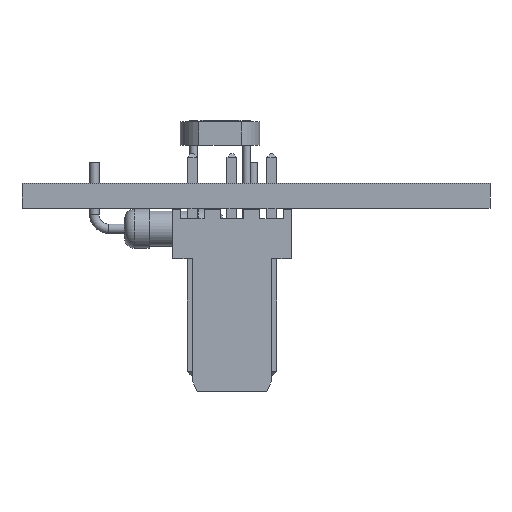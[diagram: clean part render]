
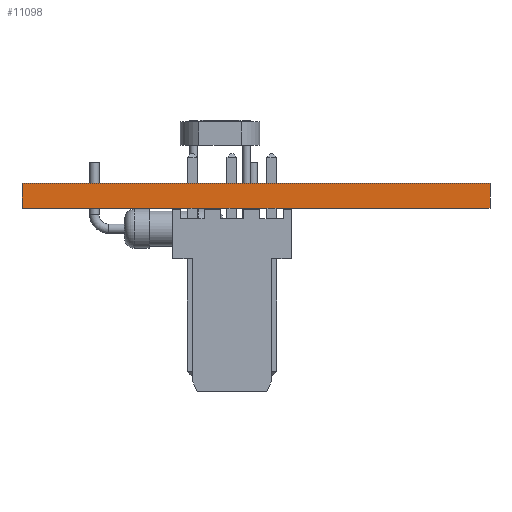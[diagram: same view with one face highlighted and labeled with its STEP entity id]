
A CAD part, front view. The second image highlights one B-rep face of the part: STEP entity #11098.
In plain terms, the highlighted planar face has unit normal (0, -1, 0).
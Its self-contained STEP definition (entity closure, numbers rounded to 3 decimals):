
#10980 = EDGE_CURVE('',#10981,#10983,#10985,.T.);
#10981 = VERTEX_POINT('',#10982);
#10982 = CARTESIAN_POINT('',(179.9,-91.,0.));
#10983 = VERTEX_POINT('',#10984);
#10984 = CARTESIAN_POINT('',(179.9,-91.,1.6));
#10985 = SURFACE_CURVE('',#10986,(#10990,#11002),.PCURVE_S1.);
#10986 = LINE('',#10987,#10988);
#10987 = CARTESIAN_POINT('',(179.9,-91.,0.));
#10988 = VECTOR('',#10989,1.);
#10989 = DIRECTION('',(0.,0.,1.));
#10990 = PCURVE('',#10991,#10996);
#10991 = CYLINDRICAL_SURFACE('',#10992,30.);
#10992 = AXIS2_PLACEMENT_3D('',#10993,#10994,#10995);
#10993 = CARTESIAN_POINT('',(149.9,-91.,0.));
#10994 = DIRECTION('',(0.,0.,-1.));
#10995 = DIRECTION('',(1.,0.,0.));
#10996 = DEFINITIONAL_REPRESENTATION('',(#10997),#11001);
#10997 = LINE('',#10998,#10999);
#10998 = CARTESIAN_POINT('',(0.,0.));
#10999 = VECTOR('',#11000,1.);
#11000 = DIRECTION('',(0.,-1.));
#11001 = ( GEOMETRIC_REPRESENTATION_CONTEXT(2) 
PARAMETRIC_REPRESENTATION_CONTEXT() REPRESENTATION_CONTEXT('2D SPACE',''
  ) );
#11002 = PCURVE('',#11003,#11008);
#11003 = PLANE('',#11004);
#11004 = AXIS2_PLACEMENT_3D('',#11005,#11006,#11007);
#11005 = CARTESIAN_POINT('',(149.9,-91.,0.));
#11006 = DIRECTION('',(0.,1.,0.));
#11007 = DIRECTION('',(1.,0.,0.));
#11008 = DEFINITIONAL_REPRESENTATION('',(#11009),#11013);
#11009 = LINE('',#11010,#11011);
#11010 = CARTESIAN_POINT('',(30.,0.));
#11011 = VECTOR('',#11012,1.);
#11012 = DIRECTION('',(0.,-1.));
#11013 = ( GEOMETRIC_REPRESENTATION_CONTEXT(2) 
PARAMETRIC_REPRESENTATION_CONTEXT() REPRESENTATION_CONTEXT('2D SPACE',''
  ) );
#11032 = PLANE('',#11033);
#11033 = AXIS2_PLACEMENT_3D('',#11034,#11035,#11036);
#11034 = CARTESIAN_POINT('',(162.278,-78.622,1.6));
#11035 = DIRECTION('',(0.,0.,1.));
#11036 = DIRECTION('',(1.,0.,0.));
#11060 = PLANE('',#11061);
#11061 = AXIS2_PLACEMENT_3D('',#11062,#11063,#11064);
#11062 = CARTESIAN_POINT('',(149.9,-61.,0.));
#11063 = DIRECTION('',(1.,0.,0.));
#11064 = DIRECTION('',(0.,-1.,0.));
#11087 = PLANE('',#11088);
#11088 = AXIS2_PLACEMENT_3D('',#11089,#11090,#11091);
#11089 = CARTESIAN_POINT('',(162.278,-78.622,0.));
#11090 = DIRECTION('',(0.,0.,1.));
#11091 = DIRECTION('',(1.,0.,0.));
#11098 = ADVANCED_FACE('',(#11099),#11003,.F.);
#11099 = FACE_BOUND('',#11100,.F.);
#11100 = EDGE_LOOP('',(#11101,#11126,#11147,#11148));
#11101 = ORIENTED_EDGE('',*,*,#11102,.T.);
#11102 = EDGE_CURVE('',#11103,#11105,#11107,.T.);
#11103 = VERTEX_POINT('',#11104);
#11104 = CARTESIAN_POINT('',(149.9,-91.,0.));
#11105 = VERTEX_POINT('',#11106);
#11106 = CARTESIAN_POINT('',(149.9,-91.,1.6));
#11107 = SURFACE_CURVE('',#11108,(#11112,#11119),.PCURVE_S1.);
#11108 = LINE('',#11109,#11110);
#11109 = CARTESIAN_POINT('',(149.9,-91.,0.));
#11110 = VECTOR('',#11111,1.);
#11111 = DIRECTION('',(0.,0.,1.));
#11112 = PCURVE('',#11003,#11113);
#11113 = DEFINITIONAL_REPRESENTATION('',(#11114),#11118);
#11114 = LINE('',#11115,#11116);
#11115 = CARTESIAN_POINT('',(0.,0.));
#11116 = VECTOR('',#11117,1.);
#11117 = DIRECTION('',(0.,-1.));
#11118 = ( GEOMETRIC_REPRESENTATION_CONTEXT(2) 
PARAMETRIC_REPRESENTATION_CONTEXT() REPRESENTATION_CONTEXT('2D SPACE',''
  ) );
#11119 = PCURVE('',#11060,#11120);
#11120 = DEFINITIONAL_REPRESENTATION('',(#11121),#11125);
#11121 = LINE('',#11122,#11123);
#11122 = CARTESIAN_POINT('',(30.,0.));
#11123 = VECTOR('',#11124,1.);
#11124 = DIRECTION('',(0.,-1.));
#11125 = ( GEOMETRIC_REPRESENTATION_CONTEXT(2) 
PARAMETRIC_REPRESENTATION_CONTEXT() REPRESENTATION_CONTEXT('2D SPACE',''
  ) );
#11126 = ORIENTED_EDGE('',*,*,#11127,.T.);
#11127 = EDGE_CURVE('',#11105,#10983,#11128,.T.);
#11128 = SURFACE_CURVE('',#11129,(#11133,#11140),.PCURVE_S1.);
#11129 = LINE('',#11130,#11131);
#11130 = CARTESIAN_POINT('',(149.9,-91.,1.6));
#11131 = VECTOR('',#11132,1.);
#11132 = DIRECTION('',(1.,0.,0.));
#11133 = PCURVE('',#11003,#11134);
#11134 = DEFINITIONAL_REPRESENTATION('',(#11135),#11139);
#11135 = LINE('',#11136,#11137);
#11136 = CARTESIAN_POINT('',(0.,-1.6));
#11137 = VECTOR('',#11138,1.);
#11138 = DIRECTION('',(1.,0.));
#11139 = ( GEOMETRIC_REPRESENTATION_CONTEXT(2) 
PARAMETRIC_REPRESENTATION_CONTEXT() REPRESENTATION_CONTEXT('2D SPACE',''
  ) );
#11140 = PCURVE('',#11032,#11141);
#11141 = DEFINITIONAL_REPRESENTATION('',(#11142),#11146);
#11142 = LINE('',#11143,#11144);
#11143 = CARTESIAN_POINT('',(-12.378,-12.378));
#11144 = VECTOR('',#11145,1.);
#11145 = DIRECTION('',(1.,0.));
#11146 = ( GEOMETRIC_REPRESENTATION_CONTEXT(2) 
PARAMETRIC_REPRESENTATION_CONTEXT() REPRESENTATION_CONTEXT('2D SPACE',''
  ) );
#11147 = ORIENTED_EDGE('',*,*,#10980,.F.);
#11148 = ORIENTED_EDGE('',*,*,#11149,.F.);
#11149 = EDGE_CURVE('',#11103,#10981,#11150,.T.);
#11150 = SURFACE_CURVE('',#11151,(#11155,#11162),.PCURVE_S1.);
#11151 = LINE('',#11152,#11153);
#11152 = CARTESIAN_POINT('',(149.9,-91.,0.));
#11153 = VECTOR('',#11154,1.);
#11154 = DIRECTION('',(1.,0.,0.));
#11155 = PCURVE('',#11003,#11156);
#11156 = DEFINITIONAL_REPRESENTATION('',(#11157),#11161);
#11157 = LINE('',#11158,#11159);
#11158 = CARTESIAN_POINT('',(0.,0.));
#11159 = VECTOR('',#11160,1.);
#11160 = DIRECTION('',(1.,0.));
#11161 = ( GEOMETRIC_REPRESENTATION_CONTEXT(2) 
PARAMETRIC_REPRESENTATION_CONTEXT() REPRESENTATION_CONTEXT('2D SPACE',''
  ) );
#11162 = PCURVE('',#11087,#11163);
#11163 = DEFINITIONAL_REPRESENTATION('',(#11164),#11168);
#11164 = LINE('',#11165,#11166);
#11165 = CARTESIAN_POINT('',(-12.378,-12.378));
#11166 = VECTOR('',#11167,1.);
#11167 = DIRECTION('',(1.,0.));
#11168 = ( GEOMETRIC_REPRESENTATION_CONTEXT(2) 
PARAMETRIC_REPRESENTATION_CONTEXT() REPRESENTATION_CONTEXT('2D SPACE',''
  ) );
